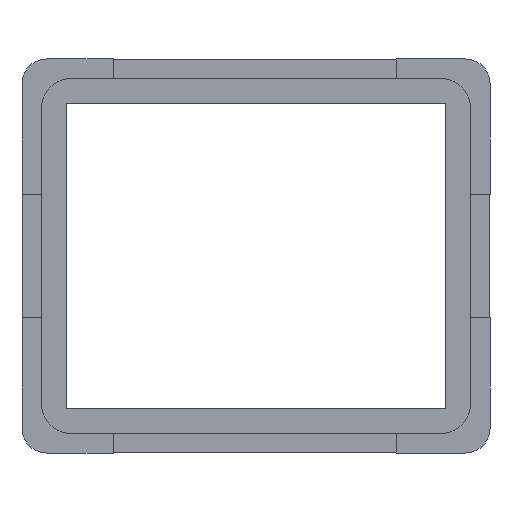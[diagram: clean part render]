
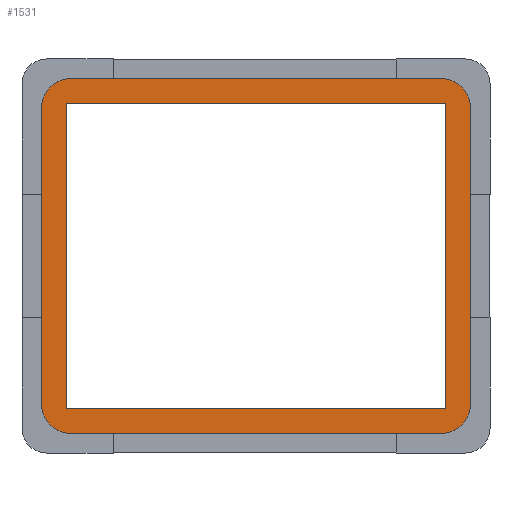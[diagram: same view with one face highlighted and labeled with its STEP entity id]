
A CAD part, front view. The second image highlights one B-rep face of the part: STEP entity #1531.
In plain terms, the highlighted planar face has unit normal (0, -1, 0).
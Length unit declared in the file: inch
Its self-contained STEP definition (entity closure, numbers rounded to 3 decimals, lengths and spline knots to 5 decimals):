
#4 = ORIENTED_EDGE ( 'NONE', *, *, #280, .T. ) ;
#10 = VERTEX_POINT ( 'NONE', #1317 ) ;
#17 = EDGE_CURVE ( 'NONE', #1206, #511, #466, .T. ) ;
#31 = EDGE_LOOP ( 'NONE', ( #1359, #1500, #1498, #726 ) ) ;
#34 = DIRECTION ( 'NONE',  ( 0., 0., -1. ) ) ;
#37 = EDGE_CURVE ( 'NONE', #1319, #531, #1582, .T. ) ;
#41 = AXIS2_PLACEMENT_3D ( 'NONE', #1420, #784, #298 ) ;
#77 = CARTESIAN_POINT ( 'NONE',  ( 0.74826, 0.42126, 0.72026 ) ) ;
#97 = CARTESIAN_POINT ( 'NONE',  ( 0., 0.42126, 0. ) ) ;
#125 = CARTESIAN_POINT ( 'NONE',  ( 0.77026, 0.42126, 0.62026 ) ) ;
#126 = ORIENTED_EDGE ( 'NONE', *, *, #1411, .F. ) ;
#127 = VERTEX_POINT ( 'NONE', #77 ) ;
#159 = DIRECTION ( 'NONE',  ( 0., 0., 1. ) ) ;
#160 = CARTESIAN_POINT ( 'NONE',  ( -0.74826, 0.42126, 0.72026 ) ) ;
#183 = CARTESIAN_POINT ( 'NONE',  ( -0.87026, 0.42126, -0.59826 ) ) ;
#186 = CARTESIAN_POINT ( 'NONE',  ( 0.77026, 0.42126, 0. ) ) ;
#192 = DIRECTION ( 'NONE',  ( -1., 0., 0. ) ) ;
#223 = EDGE_CURVE ( 'NONE', #10, #1587, #331, .T. ) ;
#228 = DIRECTION ( 'NONE',  ( 0., 0., -1. ) ) ;
#251 = EDGE_CURVE ( 'NONE', #504, #1452, #816, .T. ) ;
#265 = AXIS2_PLACEMENT_3D ( 'NONE', #1091, #1590, #463 ) ;
#270 = DIRECTION ( 'NONE',  ( -1., 0., 0. ) ) ;
#280 = EDGE_CURVE ( 'NONE', #1251, #1452, #497, .T. ) ;
#298 = DIRECTION ( 'NONE',  ( 0., 0., -1. ) ) ;
#319 = DIRECTION ( 'NONE',  ( 0., 0., 1. ) ) ;
#328 = CARTESIAN_POINT ( 'NONE',  ( 0., 0.42126, -0.62026 ) ) ;
#331 = LINE ( 'NONE', #186, #1209 ) ;
#381 = ORIENTED_EDGE ( 'NONE', *, *, #464, .T. ) ;
#450 = CARTESIAN_POINT ( 'NONE',  ( -0.74826, 0.42126, -0.59826 ) ) ;
#463 = DIRECTION ( 'NONE',  ( 0., 0., -1. ) ) ;
#464 = EDGE_CURVE ( 'NONE', #599, #127, #1140, .T. ) ;
#466 = CIRCLE ( 'NONE', #265, 0.122 ) ;
#469 = PLANE ( 'NONE',  #786 ) ;
#481 = CARTESIAN_POINT ( 'NONE',  ( 0., 0.42126, -0.72026 ) ) ;
#497 = CIRCLE ( 'NONE', #1108, 0.122 ) ;
#504 = VERTEX_POINT ( 'NONE', #183 ) ;
#511 = VERTEX_POINT ( 'NONE', #1540 ) ;
#517 = CARTESIAN_POINT ( 'NONE',  ( -0.87026, 0.42126, 0. ) ) ;
#530 = VECTOR ( 'NONE', #192, 39.37008 ) ;
#531 = VERTEX_POINT ( 'NONE', #587 ) ;
#536 = ORIENTED_EDGE ( 'NONE', *, *, #17, .T. ) ;
#540 = LINE ( 'NONE', #770, #648 ) ;
#545 = EDGE_CURVE ( 'NONE', #504, #1341, #602, .T. ) ;
#587 = CARTESIAN_POINT ( 'NONE',  ( -0.77026, 0.42126, -0.62026 ) ) ;
#589 = DIRECTION ( 'NONE',  ( 1., 0., 0. ) ) ;
#599 = VERTEX_POINT ( 'NONE', #812 ) ;
#602 = CIRCLE ( 'NONE', #1260, 0.122 ) ;
#645 = VECTOR ( 'NONE', #589, 39.37008 ) ;
#648 = VECTOR ( 'NONE', #1132, 39.37008 ) ;
#654 = EDGE_CURVE ( 'NONE', #1587, #1319, #980, .T. ) ;
#672 = VECTOR ( 'NONE', #159, 39.37008 ) ;
#683 = CARTESIAN_POINT ( 'NONE',  ( -0.74826, 0.42126, -0.72026 ) ) ;
#706 = LINE ( 'NONE', #328, #645 ) ;
#726 = ORIENTED_EDGE ( 'NONE', *, *, #1523, .F. ) ;
#729 = CARTESIAN_POINT ( 'NONE',  ( -0.77026, 0.42126, 0. ) ) ;
#770 = CARTESIAN_POINT ( 'NONE',  ( 0., 0.42126, 0.72026 ) ) ;
#784 = DIRECTION ( 'NONE',  ( 0., -1., 0. ) ) ;
#786 = AXIS2_PLACEMENT_3D ( 'NONE', #97, #969, #228 ) ;
#812 = CARTESIAN_POINT ( 'NONE',  ( 0.87026, 0.42126, 0.59826 ) ) ;
#816 = LINE ( 'NONE', #517, #672 ) ;
#918 = LINE ( 'NONE', #1541, #1133 ) ;
#935 = LINE ( 'NONE', #481, #530 ) ;
#938 = DIRECTION ( 'NONE',  ( 0., 0., -1. ) ) ;
#950 = DIRECTION ( 'NONE',  ( 0., 0., -1. ) ) ;
#969 = DIRECTION ( 'NONE',  ( 0., -1., 0. ) ) ;
#980 = LINE ( 'NONE', #1236, #1114 ) ;
#1015 = ORIENTED_EDGE ( 'NONE', *, *, #1278, .F. ) ;
#1077 = FACE_BOUND ( 'NONE', #31, .T. ) ;
#1091 = CARTESIAN_POINT ( 'NONE',  ( 0.74826, 0.42126, -0.59826 ) ) ;
#1108 = AXIS2_PLACEMENT_3D ( 'NONE', #1131, #1230, #34 ) ;
#1114 = VECTOR ( 'NONE', #270, 39.37008 ) ;
#1128 = ORIENTED_EDGE ( 'NONE', *, *, #545, .T. ) ;
#1131 = CARTESIAN_POINT ( 'NONE',  ( -0.74826, 0.42126, 0.59826 ) ) ;
#1132 = DIRECTION ( 'NONE',  ( 1., 0., 0. ) ) ;
#1133 = VECTOR ( 'NONE', #1399, 39.37008 ) ;
#1138 = VECTOR ( 'NONE', #950, 39.37008 ) ;
#1140 = CIRCLE ( 'NONE', #41, 0.122 ) ;
#1148 = EDGE_CURVE ( 'NONE', #1206, #1341, #935, .T. ) ;
#1206 = VERTEX_POINT ( 'NONE', #1374 ) ;
#1209 = VECTOR ( 'NONE', #319, 39.37008 ) ;
#1230 = DIRECTION ( 'NONE',  ( 0., -1., 0. ) ) ;
#1236 = CARTESIAN_POINT ( 'NONE',  ( 0., 0.42126, 0.62026 ) ) ;
#1237 = ORIENTED_EDGE ( 'NONE', *, *, #1148, .F. ) ;
#1251 = VERTEX_POINT ( 'NONE', #160 ) ;
#1260 = AXIS2_PLACEMENT_3D ( 'NONE', #450, #1463, #938 ) ;
#1278 = EDGE_CURVE ( 'NONE', #1251, #127, #540, .T. ) ;
#1302 = CARTESIAN_POINT ( 'NONE',  ( -0.87026, 0.42126, 0.59826 ) ) ;
#1317 = CARTESIAN_POINT ( 'NONE',  ( 0.77026, 0.42126, -0.62026 ) ) ;
#1319 = VERTEX_POINT ( 'NONE', #1356 ) ;
#1341 = VERTEX_POINT ( 'NONE', #683 ) ;
#1344 = EDGE_LOOP ( 'NONE', ( #1435, #1128, #1237, #536, #126, #381, #1015, #4 ) ) ;
#1356 = CARTESIAN_POINT ( 'NONE',  ( -0.77026, 0.42126, 0.62026 ) ) ;
#1359 = ORIENTED_EDGE ( 'NONE', *, *, #37, .F. ) ;
#1374 = CARTESIAN_POINT ( 'NONE',  ( 0.74826, 0.42126, -0.72026 ) ) ;
#1399 = DIRECTION ( 'NONE',  ( 0., 0., -1. ) ) ;
#1411 = EDGE_CURVE ( 'NONE', #599, #511, #918, .T. ) ;
#1420 = CARTESIAN_POINT ( 'NONE',  ( 0.74826, 0.42126, 0.59826 ) ) ;
#1435 = ORIENTED_EDGE ( 'NONE', *, *, #251, .F. ) ;
#1452 = VERTEX_POINT ( 'NONE', #1302 ) ;
#1463 = DIRECTION ( 'NONE',  ( 0., -1., 0. ) ) ;
#1498 = ORIENTED_EDGE ( 'NONE', *, *, #223, .F. ) ;
#1500 = ORIENTED_EDGE ( 'NONE', *, *, #654, .F. ) ;
#1523 = EDGE_CURVE ( 'NONE', #531, #10, #706, .T. ) ;
#1531 = ADVANCED_FACE ( 'NONE', ( #1077, #1567 ), #469, .T. ) ;
#1540 = CARTESIAN_POINT ( 'NONE',  ( 0.87026, 0.42126, -0.59826 ) ) ;
#1541 = CARTESIAN_POINT ( 'NONE',  ( 0.87026, 0.42126, 0. ) ) ;
#1567 = FACE_OUTER_BOUND ( 'NONE', #1344, .T. ) ;
#1582 = LINE ( 'NONE', #729, #1138 ) ;
#1587 = VERTEX_POINT ( 'NONE', #125 ) ;
#1590 = DIRECTION ( 'NONE',  ( 0., -1., 0. ) ) ;
